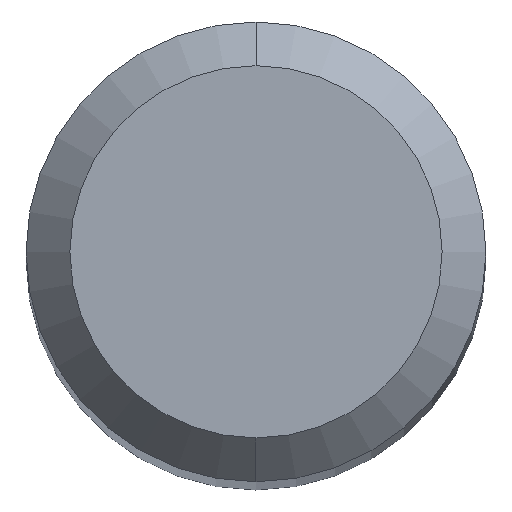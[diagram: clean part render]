
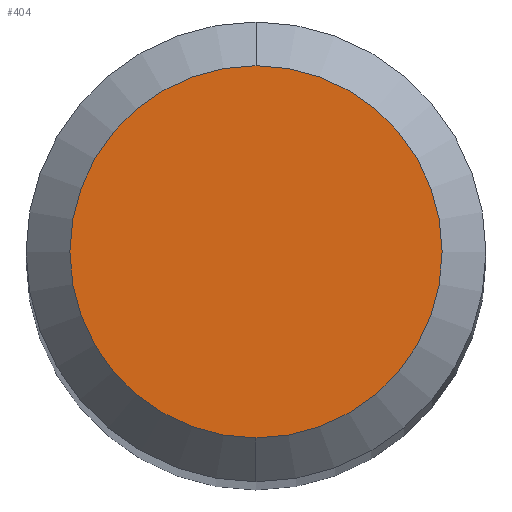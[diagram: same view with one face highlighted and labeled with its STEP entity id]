
A CAD part, top view. The second image highlights one B-rep face of the part: STEP entity #404.
In plain terms, the highlighted planar face has unit normal (0, 0, 1).
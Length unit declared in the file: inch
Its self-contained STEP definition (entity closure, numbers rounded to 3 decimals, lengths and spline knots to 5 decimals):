
#28 = CARTESIAN_POINT ( 'NONE',  ( 0., 0.06375, 0. ) ) ;
#42 = AXIS2_PLACEMENT_3D ( 'NONE', #238, #358, #192 ) ;
#64 = EDGE_CURVE ( 'NONE', #217, #78, #320, .T. ) ;
#78 = VERTEX_POINT ( 'NONE', #431 ) ;
#85 = EDGE_LOOP ( 'NONE', ( #411, #132 ) ) ;
#132 = ORIENTED_EDGE ( 'NONE', *, *, #64, .T. ) ;
#139 = PLANE ( 'NONE',  #154 ) ;
#154 = AXIS2_PLACEMENT_3D ( 'NONE', #28, #449, #453 ) ;
#165 = CARTESIAN_POINT ( 'NONE',  ( 0., -0.06375, 0. ) ) ;
#192 = DIRECTION ( 'NONE',  ( 0., -1., 0. ) ) ;
#193 = DIRECTION ( 'NONE',  ( 0., -1., 0. ) ) ;
#217 = VERTEX_POINT ( 'NONE', #165 ) ;
#230 = CARTESIAN_POINT ( 'NONE',  ( 0., 0., 0. ) ) ;
#235 = AXIS2_PLACEMENT_3D ( 'NONE', #230, #482, #193 ) ;
#238 = CARTESIAN_POINT ( 'NONE',  ( 0., 0., 0. ) ) ;
#320 = CIRCLE ( 'NONE', #235, 0.06375 ) ;
#358 = DIRECTION ( 'NONE',  ( 0., 0., 1. ) ) ;
#361 = CIRCLE ( 'NONE', #42, 0.06375 ) ;
#404 = ADVANCED_FACE ( 'NONE', ( #501 ), #139, .F. ) ;
#411 = ORIENTED_EDGE ( 'NONE', *, *, #506, .T. ) ;
#431 = CARTESIAN_POINT ( 'NONE',  ( 0., 0.06375, 0. ) ) ;
#449 = DIRECTION ( 'NONE',  ( 0., 0., -1. ) ) ;
#453 = DIRECTION ( 'NONE',  ( 0., 1., 0. ) ) ;
#482 = DIRECTION ( 'NONE',  ( 0., 0., 1. ) ) ;
#501 = FACE_OUTER_BOUND ( 'NONE', #85, .T. ) ;
#506 = EDGE_CURVE ( 'NONE', #78, #217, #361, .T. ) ;
